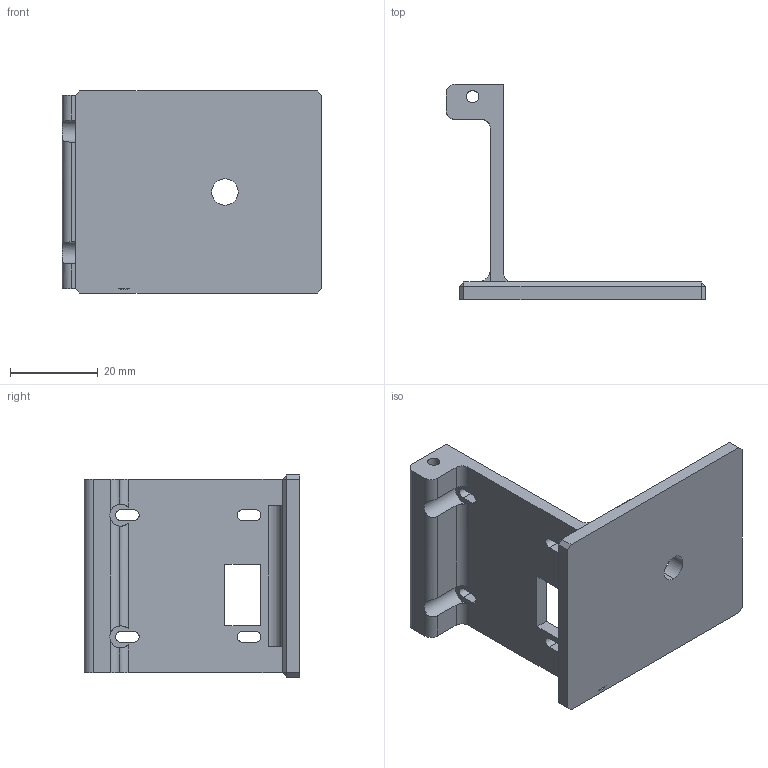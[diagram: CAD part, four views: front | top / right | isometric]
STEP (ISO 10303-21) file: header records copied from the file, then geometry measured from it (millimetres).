
FILE_DESCRIPTION (( 'STEP AP203' ), '1' );
FILE_NAME ('Camera holder Calib.STEP', '2020-07-30T11:37:42', ( '' ), ( '' ), 'SwSTEP 2.0', 'SolidWorks 2018', '' );
FILE_SCHEMA (( 'CONFIG_CONTROL_DESIGN' ));
Length unit declared in the file: millimetre
Products named in the file (1): Camera holder Calib
Bounding box: 59 x 49 x 46 mm (x, y, z)
Volume: 18687.9 mm3; surface area: 11368.7 mm2
Topology: 1 solids, 1 shells, 73 faces, 194 edges, 124 vertices
Faces by surface type: plane 44, cylinder 29
Entity records: 2455 total; most frequent: CARTESIAN_POINT 520, ORIENTED_EDGE 388, DIRECTION 376, EDGE_CURVE 194, LINE 136, VECTOR 136, VERTEX_POINT 124, AXIS2_PLACEMENT_3D 120
